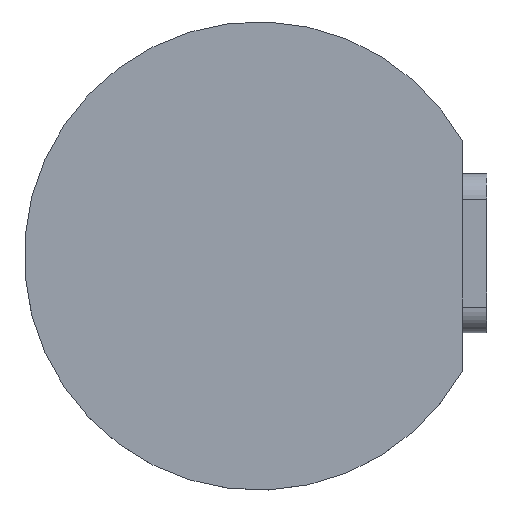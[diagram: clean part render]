
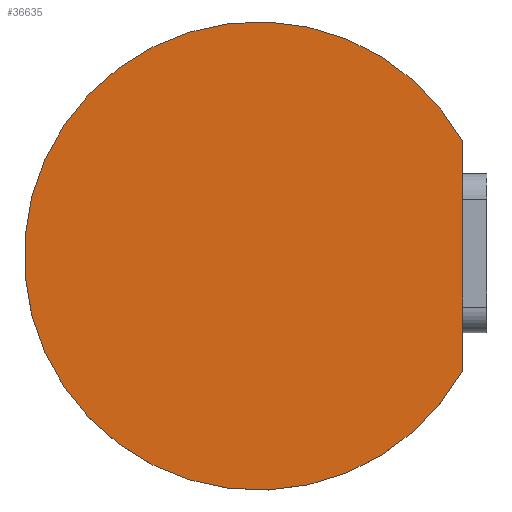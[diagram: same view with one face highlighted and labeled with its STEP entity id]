
A CAD part, top view. The second image highlights one B-rep face of the part: STEP entity #36635.
In plain terms, the highlighted planar face has unit normal (0, 0, 1).
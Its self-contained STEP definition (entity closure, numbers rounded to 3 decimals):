
#36568 = VERTEX_POINT('',#36569);
#36569 = CARTESIAN_POINT('',(210.004,-98.479,1.51));
#36575 = EDGE_CURVE('',#36568,#36576,#36578,.T.);
#36576 = VERTEX_POINT('',#36577);
#36577 = CARTESIAN_POINT('',(210.004,-80.521,1.51));
#36578 = CIRCLE('',#36579,18.438);
#36579 = AXIS2_PLACEMENT_3D('',#36580,#36581,#36582);
#36580 = CARTESIAN_POINT('',(193.9,-89.5,1.51));
#36581 = DIRECTION('',(0.,0.,-1.));
#36582 = DIRECTION('',(0.873,-0.487,0.));
#36608 = EDGE_CURVE('',#36576,#36568,#36609,.T.);
#36609 = LINE('',#36610,#36611);
#36610 = CARTESIAN_POINT('',(210.004,-80.521,1.51));
#36611 = VECTOR('',#36612,1.);
#36612 = DIRECTION('',(0.,-1.,0.));
#36635 = ADVANCED_FACE('',(#36636),#36640,.T.);
#36636 = FACE_BOUND('',#36637,.F.);
#36637 = EDGE_LOOP('',(#36638,#36639));
#36638 = ORIENTED_EDGE('',*,*,#36575,.T.);
#36639 = ORIENTED_EDGE('',*,*,#36608,.T.);
#36640 = PLANE('',#36641);
#36641 = AXIS2_PLACEMENT_3D('',#36642,#36643,#36644);
#36642 = CARTESIAN_POINT('',(0.,0.,1.51));
#36643 = DIRECTION('',(0.,0.,1.));
#36644 = DIRECTION('',(1.,0.,-0.));
